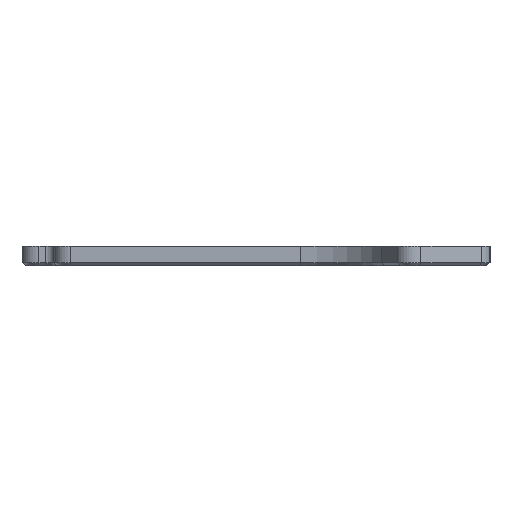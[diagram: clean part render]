
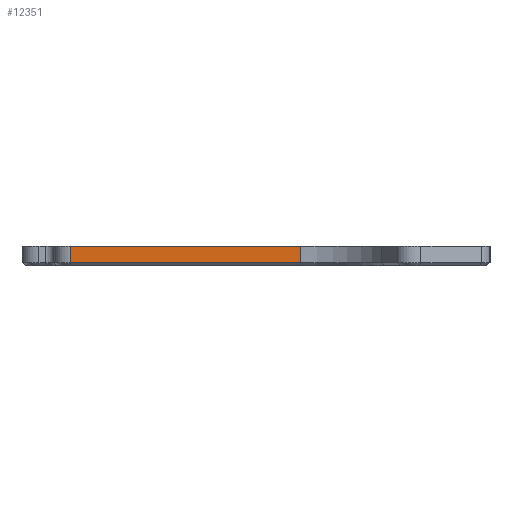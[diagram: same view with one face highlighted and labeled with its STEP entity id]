
A CAD part, left-side view. The second image highlights one B-rep face of the part: STEP entity #12351.
In plain terms, the highlighted planar face has unit normal (-1, 0, 0).
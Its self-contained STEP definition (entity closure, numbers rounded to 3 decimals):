
#939=FACE_OUTER_BOUND('',#1701,.T.);
#1701=EDGE_LOOP('',(#10297,#10298,#10299,#10300));
#3411=LINE('',#20313,#4623);
#3440=LINE('',#20396,#4652);
#3441=LINE('',#20399,#4653);
#3442=LINE('',#20400,#4654);
#4623=VECTOR('',#16576,10.);
#4652=VECTOR('',#16663,10.);
#4653=VECTOR('',#16666,10.);
#4654=VECTOR('',#16667,10.);
#5847=VERTEX_POINT('',#20303);
#5850=VERTEX_POINT('',#20310);
#5875=VERTEX_POINT('',#20394);
#5876=VERTEX_POINT('',#20398);
#7423=EDGE_CURVE('',#5850,#5847,#3411,.T.);
#7465=EDGE_CURVE('',#5847,#5875,#3440,.T.);
#7466=EDGE_CURVE('',#5875,#5876,#3441,.T.);
#7467=EDGE_CURVE('',#5850,#5876,#3442,.T.);
#10297=ORIENTED_EDGE('',*,*,#7423,.T.);
#10298=ORIENTED_EDGE('',*,*,#7465,.T.);
#10299=ORIENTED_EDGE('',*,*,#7466,.T.);
#10300=ORIENTED_EDGE('',*,*,#7467,.F.);
#11732=PLANE('',#13511);
#12351=ADVANCED_FACE('',(#939),#11732,.F.);
#13511=AXIS2_PLACEMENT_3D('',#20397,#16664,#16665);
#16576=DIRECTION('',(0.,-1.,0.));
#16663=DIRECTION('',(0.,0.,1.));
#16664=DIRECTION('center_axis',(1.,0.,0.));
#16665=DIRECTION('ref_axis',(0.,1.,0.));
#16666=DIRECTION('',(0.,1.,0.));
#16667=DIRECTION('',(0.,0.,1.));
#20303=CARTESIAN_POINT('',(-132.689,41.756,0.75));
#20310=CARTESIAN_POINT('',(-132.689,95.976,0.75));
#20313=CARTESIAN_POINT('',(-132.689,47.038,0.75));
#20394=CARTESIAN_POINT('',(-132.689,41.756,4.6));
#20396=CARTESIAN_POINT('',(-132.689,41.756,0.));
#20397=CARTESIAN_POINT('Origin',(-132.689,41.756,0.));
#20398=CARTESIAN_POINT('',(-132.689,95.976,4.6));
#20399=CARTESIAN_POINT('',(-132.689,41.756,4.6));
#20400=CARTESIAN_POINT('',(-132.689,95.976,0.));
